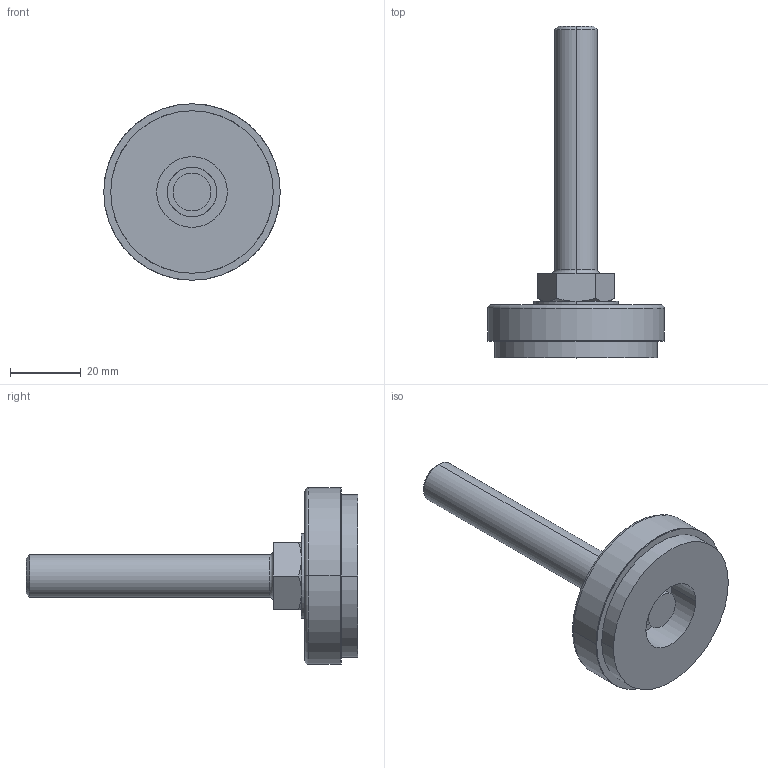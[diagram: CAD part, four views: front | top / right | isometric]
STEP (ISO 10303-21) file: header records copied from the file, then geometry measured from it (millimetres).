
FILE_DESCRIPTION (( 'STEP AP203' ), '1' );
FILE_NAME ('KC-1280-3.STEP', '2008-10-20T08:29:25', ( ' ' ), ( ' ' ), 'SwSTEP 2.0', 'SolidWorks 2007', '' );
FILE_SCHEMA (( 'CONFIG_CONTROL_DESIGN' ));
Length unit declared in the file: millimetre
Products named in the file (5): KC-1280-3僑儉懌_棉太倌; KC-1280-3儃儖僩僱僕柍偟_棉太倌; KC-1280-3; KC-1280-3僇僶乕_棉太倌; KC-1280-3用ワッシャー_ﾃﾞﾌｫﾙﾄ
Assembly tree (4 placements, depth 2):
  KC-1280-3
    KC-1280-3僇僶乕_棉太倌
    KC-1280-3僑儉懌_棉太倌
    KC-1280-3儃儖僩僱僕柍偟_棉太倌
    KC-1280-3用ワッシャー_ﾃﾞﾌｫﾙﾄ
Bounding box: 50 x 94 x 50 mm (x, y, z)
Volume: 36394.2 mm3; surface area: 18055 mm2
Topology: 4 solids, 4 shells, 70 faces, 142 edges, 90 vertices
Faces by surface type: cylinder 32, plane 24, cone 8, torus 6
Entity records: 2437 total; most frequent: CARTESIAN_POINT 377, DIRECTION 368, ORIENTED_EDGE 284, AXIS2_PLACEMENT_3D 161, EDGE_CURVE 142, VERTEX_POINT 90, EDGE_LOOP 86, CIRCLE 84
